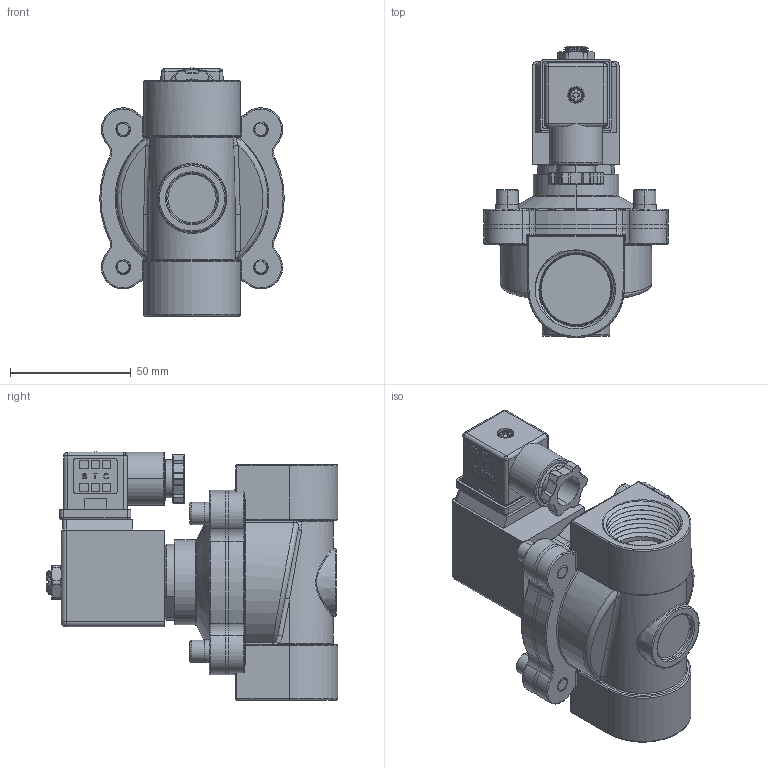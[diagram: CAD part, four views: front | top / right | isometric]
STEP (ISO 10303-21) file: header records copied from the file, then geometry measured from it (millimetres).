
FILE_DESCRIPTION (( 'STEP AP214' ), '1' );
FILE_NAME ('2S250-1.STEP', '2018-11-09T19:14:20', ( '' ), ( '' ), 'SwSTEP 2.0', 'SolidWorks 2016', '' );
FILE_SCHEMA (( 'AUTOMOTIVE_DESIGN' ));
Length unit declared in the file: millimetre
Products named in the file (1): 2S250-1
Bounding box: 76.5 x 120.9 x 102.78 mm (x, y, z)
Volume: 298405.6 mm3; surface area: 96077.8 mm2
Topology: 23 solids, 23 shells, 1762 faces, 4832 edges, 3162 vertices
Faces by surface type: cylinder 729, plane 660, bspline 145, cone 100, torus 97, sphere 31
Entity records: 132689 total; most frequent: CARTESIAN_POINT 71568, ORIENTED_EDGE 9622, DIRECTION 7374, EDGE_CURVE 4811, VERTEX_POINT 3158, AXIS2_PLACEMENT_3D 2501, VECTOR 2372, LINE 2372
